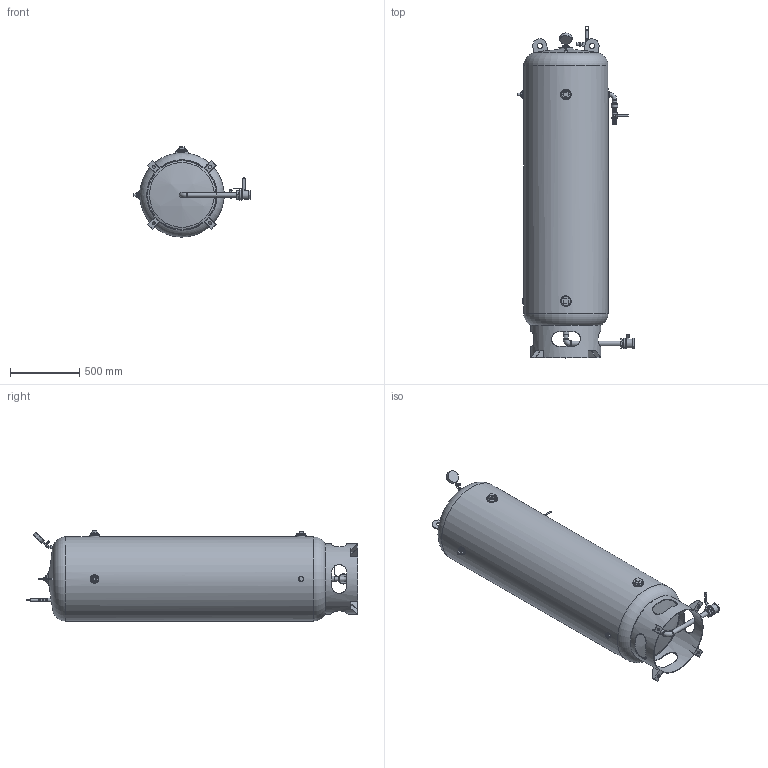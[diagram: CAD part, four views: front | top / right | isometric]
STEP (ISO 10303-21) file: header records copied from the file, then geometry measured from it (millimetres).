
FILE_DESCRIPTION(/* description */ (''),/* implementation_level */ '2;1');
FILE_NAME(/* name */ 'VORTEX_120 GALLON WATER TANK_SERIES 950.stp',/* time_stamp */ '2019-04-18T09:56:03+05:00',/* author */ ('vjadhav'),/* organization */ (''),/* preprocessor_version */ 'ST-DEVELOPER v16.1',/* originating_system */ 'Autodesk Inventor 2016',/* authorisation */ '');
FILE_SCHEMA (('AUTOMOTIVE_DESIGN { 1 0 10303 214 3 1 1 }'));
Length unit declared in the file: inch
Products named in the file (1): Victaulic-FP-Vortex 120 Gallon Series 950 Fire Suppression System Tan
k
Bounding box: 840.74 x 2403.43 x 652.78 mm (x, y, z)
Volume: 579469608.6 mm3; surface area: 5126238.9 mm2
Topology: 3 solids, 3 shells, 429 faces, 1039 edges, 672 vertices
Faces by surface type: plane 332, cylinder 82, torus 9, cone 3, sphere 2, bspline 1
Full cylindrical faces by diameter (mm): 5.08 x1, 13.716 x5, 15.24 x1, 16.51 x1, 21.336 x7, 26.67 x5, 27.94 x1, 30.48 x1, 31.75 x2, 33.02 x1, 33.401 x4, 35.56 x1, 38.1 x5, 42.164 x3, 43.18 x1, 45.72 x1, 50.8 x2, 55.88 x1, 60.96 x1, 63.5 x3, 69.85 x1, 73.66 x1, 76.2 x2, 88.9 x1, 101.568 x1, 497.84 x1, 508 x1, 609.6 x1
Entity records: 13595 total; most frequent: CARTESIAN_POINT 3552, DIRECTION 1947, ORIENTED_EDGE 1886, EDGE_CURVE 940, LINE 669, VECTOR 669, VERTEX_POINT 646, AXIS2_PLACEMENT_3D 639
